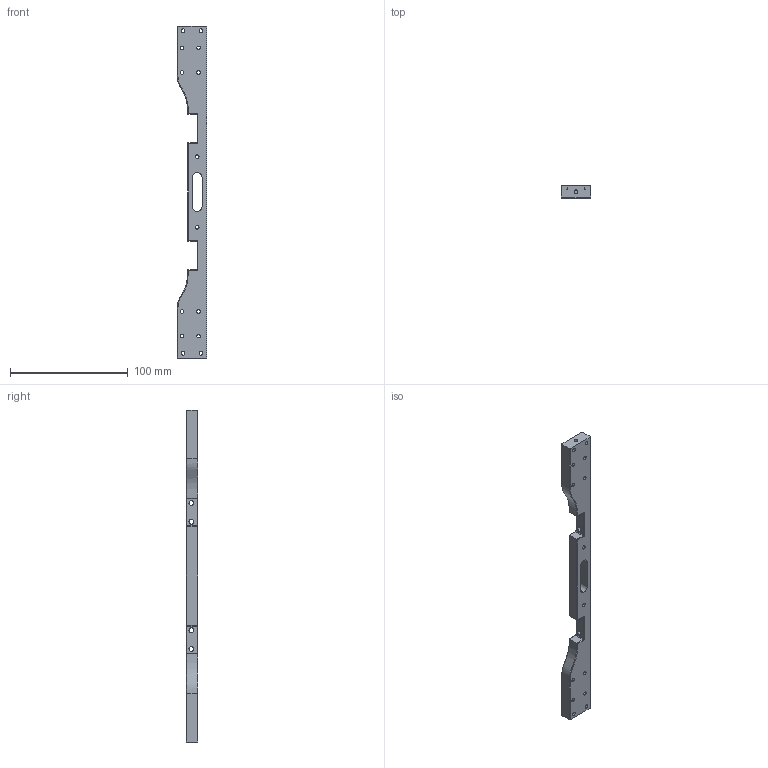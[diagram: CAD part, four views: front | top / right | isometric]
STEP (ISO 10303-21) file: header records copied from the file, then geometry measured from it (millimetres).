
FILE_DESCRIPTION (( 'STEP AP214' ), '1' );
FILE_NAME ('Thruster_Mount.STEP', '2026-01-31T07:40:55', ( '' ), ( '' ), 'SwSTEP 2.0', 'SolidWorks 2024', '' );
FILE_SCHEMA (( 'AUTOMOTIVE_DESIGN' ));
Length unit declared in the file: millimetre
Products named in the file (1): Thruster_Mount
Bounding box: 25 x 10 x 282 mm (x, y, z)
Volume: 46308.5 mm3; surface area: 18549.3 mm2
Topology: 1 solids, 1 shells, 134 faces, 334 edges, 212 vertices
Faces by surface type: cylinder 63, plane 54, cone 11, bspline 6
Entity records: 5563 total; most frequent: CARTESIAN_POINT 2195, DIRECTION 714, ORIENTED_EDGE 668, EDGE_CURVE 334, AXIS2_PLACEMENT_3D 267, VERTEX_POINT 212, EDGE_LOOP 182, VECTOR 180
